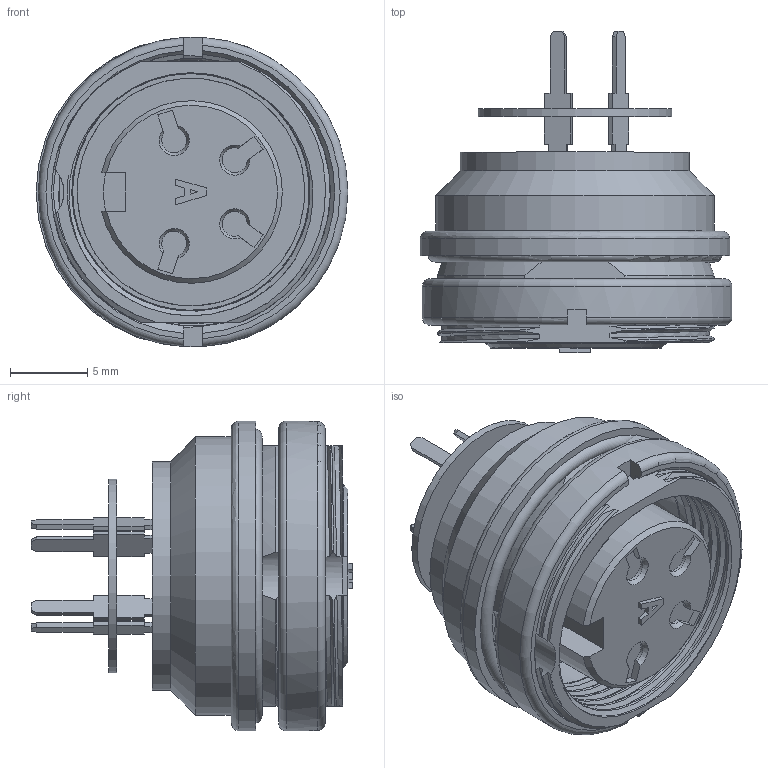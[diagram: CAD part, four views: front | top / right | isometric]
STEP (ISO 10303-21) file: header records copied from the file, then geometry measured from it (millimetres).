
FILE_DESCRIPTION(/* description */ (''),/* implementation_level */ '2;1');
FILE_NAME(/* name */ 'c091 61g004 120 2nxc001-02.stp',/* time_stamp */ '2021-02-24T16:21:40+01:00',/* author */ (''),/* organization */ (''),/* preprocessor_version */ 'ST-DEVELOPER v16.7',/* originating_system */ 'SIEMENS PLM Software NX 12.0',/* authorisation */ '');
FILE_SCHEMA (('AUTOMOTIVE_DESIGN { 1 0 10303 214 3 1 1 1 }'));
Length unit declared in the file: millimetre
Products named in the file (1): c091 61g004 120 2nxc001-02
Bounding box: 20.14 x 20.75 x 20 mm (x, y, z)
Volume: 2529.6 mm3; surface area: 3089.4 mm2
Topology: 1 solids, 2 shells, 417 faces, 1166 edges, 749 vertices
Faces by surface type: plane 187, bspline 121, cylinder 81, cone 13, extrusion 10, torus 5
Full cylindrical faces by diameter (mm): 12.5 x1, 13.1 x1, 14.7 x1, 14.8 x1, 15.3 x1, 18 x2, 18.3 x1, 18.9 x1, 20 x2
Entity records: 21820 total; most frequent: CARTESIAN_POINT 11269, ORIENTED_EDGE 2282, DIRECTION 1499, EDGE_CURVE 1141, VERTEX_POINT 741, VECTOR 649, LINE 639, EDGE_LOOP 470
